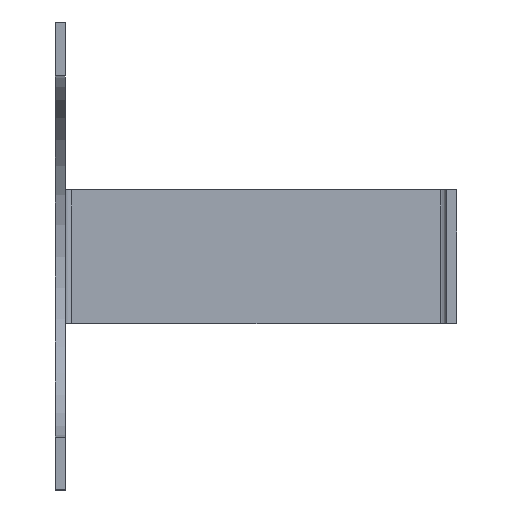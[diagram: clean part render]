
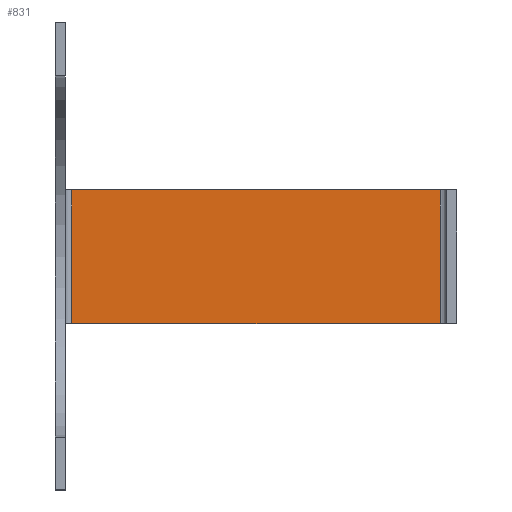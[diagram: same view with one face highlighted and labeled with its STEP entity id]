
A CAD part, top view. The second image highlights one B-rep face of the part: STEP entity #831.
In plain terms, the highlighted planar face has unit normal (0, 0, 1).
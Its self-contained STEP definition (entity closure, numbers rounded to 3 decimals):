
#503=CARTESIAN_POINT('Vertex',(2.5,10.,-37.)) ;
#537=CARTESIAN_POINT('Line Origine',(30.,10.,-37.)) ;
#541=CARTESIAN_POINT('Vertex',(57.5,10.,-37.)) ;
#755=CARTESIAN_POINT('Line Origine',(30.,-10.,-37.)) ;
#759=CARTESIAN_POINT('Vertex',(2.5,-10.,-37.)) ;
#761=CARTESIAN_POINT('Vertex',(57.5,-10.,-37.)) ;
#803=CARTESIAN_POINT('Line Origine',(57.5,0.,-37.)) ;
#815=CARTESIAN_POINT('Axis2P3D Location',(2.5,-10.,-37.)) ;
#820=CARTESIAN_POINT('Line Origine',(2.5,0.,-37.)) ;
#538=DIRECTION('Vector Direction',(1.,0.,0.)) ;
#756=DIRECTION('Vector Direction',(1.,0.,0.)) ;
#804=DIRECTION('Vector Direction',(0.,-1.,0.)) ;
#816=DIRECTION('Axis2P3D Direction',(0.,-0.,1.)) ;
#817=DIRECTION('Axis2P3D XDirection',(1.,0.,0.)) ;
#821=DIRECTION('Vector Direction',(0.,1.,0.)) ;
#818=AXIS2_PLACEMENT_3D('Plane Axis2P3D',#815,#816,#817) ;
#826=ORIENTED_EDGE('',*,*,#543,.F.) ;
#827=ORIENTED_EDGE('',*,*,#824,.F.) ;
#828=ORIENTED_EDGE('',*,*,#763,.T.) ;
#829=ORIENTED_EDGE('',*,*,#807,.T.) ;
#539=VECTOR('Line Direction',#538,1.) ;
#757=VECTOR('Line Direction',#756,1.) ;
#805=VECTOR('Line Direction',#804,1.) ;
#822=VECTOR('Line Direction',#821,1.) ;
#831=ADVANCED_FACE('Corps principal',(#830),#819,.T.) ;
#543=EDGE_CURVE('',#504,#542,#540,.T.) ;
#763=EDGE_CURVE('',#760,#762,#758,.T.) ;
#807=EDGE_CURVE('',#762,#542,#806,.F.) ;
#824=EDGE_CURVE('',#760,#504,#823,.T.) ;
#825=EDGE_LOOP('',(#826,#827,#828,#829)) ;
#830=FACE_OUTER_BOUND('',#825,.T.) ;
#540=LINE('Line',#537,#539) ;
#758=LINE('Line',#755,#757) ;
#806=LINE('Line',#803,#805) ;
#823=LINE('Line',#820,#822) ;
#819=PLANE('Plane',#818) ;
#504=VERTEX_POINT('',#503) ;
#542=VERTEX_POINT('',#541) ;
#760=VERTEX_POINT('',#759) ;
#762=VERTEX_POINT('',#761) ;
